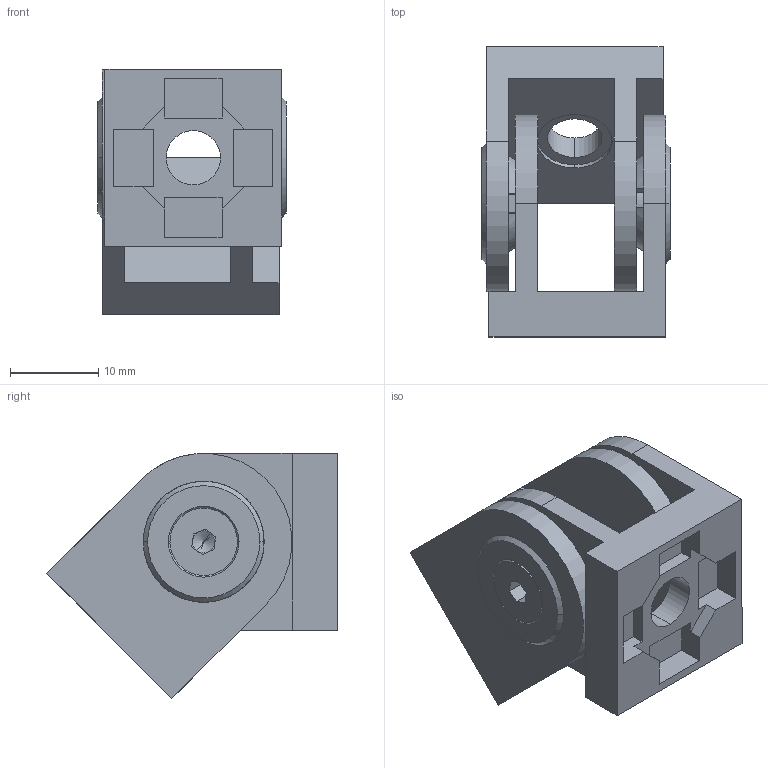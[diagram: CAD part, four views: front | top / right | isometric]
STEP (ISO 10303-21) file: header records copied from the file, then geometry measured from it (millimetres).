
FILE_DESCRIPTION (( 'STEP AP214' ), '1' );
FILE_NAME ('SNSD.30.53.07. Øàðíèðíûé ñîåäèíèòåëü 20õ20, ïàç 6(H11).STEP', '2015-12-17T07:27:56', ( '' ), ( '' ), 'SwSTEP 2.0', 'SolidWorks 2014', '' );
FILE_SCHEMA (( 'AUTOMOTIVE_DESIGN' ));
Length unit declared in the file: millimetre
Products named in the file (10): weSNSD.30.51.80. Øàðíèðíûé ñîåäèíèòåëü 30õ30, ïàç 8(D13); SNSD.30.51.80. 鎔艜(D13)_DIN 7991 - M4 x 8 --- 5.6S; weSNSD.30.51.80. 鎗鵻罻(D13)_00; weSNSD.30.51.80. Øàðíèðíûé ñîåäèíèòåëü 30õ30, ïàç 8(D13)_00; SNSD.30.51.80. 鎔艜(D13); SNSD.30.53.07. Øàðíèðíûé ñîåäèíèòåëü 20õ20, ïàç 6(H11); weSNSD.30.51.80. 鎗鵻罻(D13)
Assembly tree (6 placements, depth 2):
  weSNSD.30.51.80. Øàðíèðíûé ñîåäèíèòåëü 30õ30, ïàç 8(D13)
  SNSD.30.51.80. 鎔艜(D13)
  SNSD.30.53.07. Øàðíèðíûé ñîåäèíèòåëü 20õ20, ïàç 6(H11)
    weSNSD.30.51.80. Øàðíèðíûé ñîåäèíèòåëü 30õ30, ïàç 8(D13)_00  x2
    weSNSD.30.51.80. 鎗鵻罻(D13)_00  x2
    SNSD.30.51.80. 鎔艜(D13)_DIN 7991 - M4 x 8 --- 5.6S  x2
  weSNSD.30.51.80. 鎗鵻罻(D13)
  weSNSD.30.51.80. Øàðíèðíûé ñîåäèíèòåëü 30õ30, ïàç 8(D13)
Bounding box: 21.3 x 32.85 x 27.75 mm (x, y, z)
Volume: 6692.8 mm3; surface area: 7225 mm2
Topology: 6 solids, 6 shells, 242 faces, 622 edges, 394 vertices
Faces by surface type: plane 162, cylinder 48, cone 28, torus 4
Entity records: 3897 total; most frequent: CARTESIAN_POINT 661, DIRECTION 641, ORIENTED_EDGE 618, EDGE_CURVE 309, VECTOR 223, LINE 223, AXIS2_PLACEMENT_3D 209, VERTEX_POINT 197
